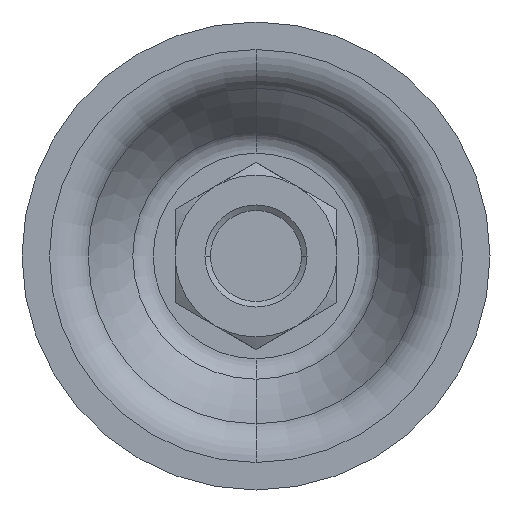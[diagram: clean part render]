
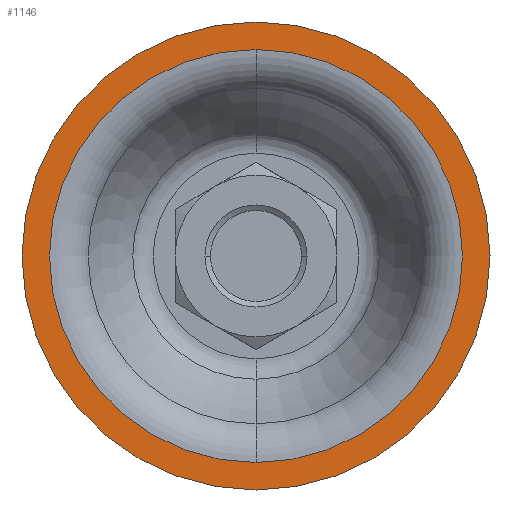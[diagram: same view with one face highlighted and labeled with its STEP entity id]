
A CAD part, front view. The second image highlights one B-rep face of the part: STEP entity #1146.
In plain terms, the highlighted planar face has unit normal (0, -1, 0).
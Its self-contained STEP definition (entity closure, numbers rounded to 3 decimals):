
#1047 = EDGE_CURVE ( 'NONE', #1048, #1049, #1700, .T. ) ;
#1048 = VERTEX_POINT ( 'NONE', #1696 ) ;
#1049 = VERTEX_POINT ( 'NONE', #1695 ) ;
#1123 = ORIENTED_EDGE ( 'NONE', *, *, #1124, .T. ) ;
#1124 = EDGE_CURVE ( 'NONE', #1214, #1213, #2042, .T. ) ;
#1125 = ORIENTED_EDGE ( 'NONE', *, *, #1212, .T. ) ;
#1126 = EDGE_LOOP ( 'NONE', ( #1127, #1128 ) ) ;
#1127 = ORIENTED_EDGE ( 'NONE', *, *, #1047, .F. ) ;
#1128 = ORIENTED_EDGE ( 'NONE', *, *, #1142, .F. ) ;
#1142 = EDGE_CURVE ( 'NONE', #1049, #1048, #1917, .T. ) ;
#1146 = ADVANCED_FACE ( 'NONE', ( #1908, #1907 ), #1906, .T. ) ;
#1169 = EDGE_LOOP ( 'NONE', ( #1123, #1125 ) ) ;
#1212 = EDGE_CURVE ( 'NONE', #1213, #1214, #2107, .T. ) ;
#1213 = VERTEX_POINT ( 'NONE', #2217 ) ;
#1214 = VERTEX_POINT ( 'NONE', #2216 ) ;
#1695 = CARTESIAN_POINT ( 'NONE',  ( 0., 0., -27.5 ) ) ;
#1696 = CARTESIAN_POINT ( 'NONE',  ( 0., 0., 27.5 ) ) ;
#1697 = DIRECTION ( 'NONE',  ( 0., 0., 1. ) ) ;
#1698 = DIRECTION ( 'NONE',  ( 0., 1., 0. ) ) ;
#1699 = AXIS2_PLACEMENT_3D ( 'NONE', #1705, #1698, #1697 ) ;
#1700 = CIRCLE ( 'NONE', #1699, 27.5 ) ;
#1705 = CARTESIAN_POINT ( 'NONE',  ( 0., 0., 0. ) ) ;
#1902 = DIRECTION ( 'NONE',  ( 0., 0., -1. ) ) ;
#1903 = DIRECTION ( 'NONE',  ( 0., -1., 0. ) ) ;
#1904 = CARTESIAN_POINT ( 'NONE',  ( -27.5, 0., 0. ) ) ;
#1905 = AXIS2_PLACEMENT_3D ( 'NONE', #1904, #1903, #1902 ) ;
#1906 = PLANE ( 'NONE',  #1905 ) ;
#1907 = FACE_OUTER_BOUND ( 'NONE', #1126, .T. ) ;
#1908 = FACE_BOUND ( 'NONE', #1169, .T. ) ;
#1914 = DIRECTION ( 'NONE',  ( 0., 0., 1. ) ) ;
#1915 = DIRECTION ( 'NONE',  ( 0., 1., 0. ) ) ;
#1916 = AXIS2_PLACEMENT_3D ( 'NONE', #2020, #1915, #1914 ) ;
#1917 = CIRCLE ( 'NONE', #1916, 27.5 ) ;
#2020 = CARTESIAN_POINT ( 'NONE',  ( 0., 0., 0. ) ) ;
#2038 = DIRECTION ( 'NONE',  ( 0., 0., -1. ) ) ;
#2039 = DIRECTION ( 'NONE',  ( 0., 1., 0. ) ) ;
#2040 = CARTESIAN_POINT ( 'NONE',  ( 0., 0., 0. ) ) ;
#2041 = AXIS2_PLACEMENT_3D ( 'NONE', #2040, #2039, #2038 ) ;
#2042 = CIRCLE ( 'NONE', #2041, 24.272 ) ;
#2104 = DIRECTION ( 'NONE',  ( 0., 1., 0. ) ) ;
#2105 = CARTESIAN_POINT ( 'NONE',  ( 0., 0., 0. ) ) ;
#2106 = AXIS2_PLACEMENT_3D ( 'NONE', #2105, #2104, #2218 ) ;
#2107 = CIRCLE ( 'NONE', #2106, 24.272 ) ;
#2216 = CARTESIAN_POINT ( 'NONE',  ( 0., 0., -24.272 ) ) ;
#2217 = CARTESIAN_POINT ( 'NONE',  ( 0., 0., 24.272 ) ) ;
#2218 = DIRECTION ( 'NONE',  ( 0., 0., -1. ) ) ;
